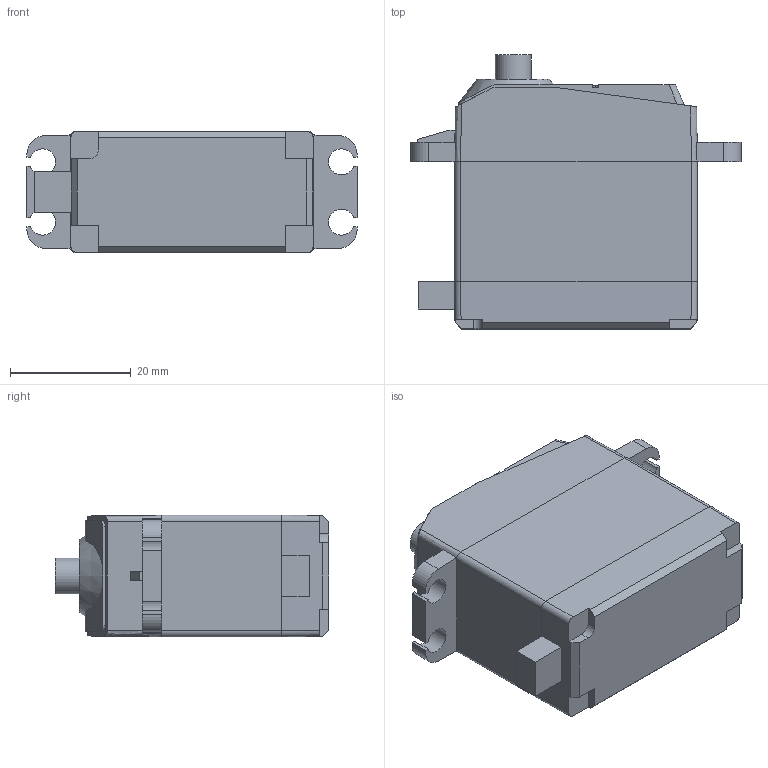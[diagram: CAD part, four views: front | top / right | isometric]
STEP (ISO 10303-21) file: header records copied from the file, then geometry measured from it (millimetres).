
FILE_DESCRIPTION(/* description */ (''),/* implementation_level */ '2;1');
FILE_NAME(/* name */ 'DS3218MG.step',/* time_stamp */ '2023-06-13T18:42:41-07:00',/* author */ (''),/* organization */ (''),/* preprocessor_version */ 'ST-DEVELOPER v19.2',/* originating_system */ 'Autodesk Translation Framework v12.6.0.85',/* authorisation */ '');
FILE_SCHEMA (('AUTOMOTIVE_DESIGN { 1 0 10303 214 3 1 1 }'));
Length unit declared in the file: millimetre
Products named in the file (1): DS3218MG
Bounding box: 54.67 x 45.39 x 20.2 mm (x, y, z)
Volume: 33659.2 mm3; surface area: 11034.6 mm2
Topology: 5 solids, 5 shells, 121 faces, 328 edges, 218 vertices
Faces by surface type: plane 85, cylinder 29, bspline 6, cone 1
Full cylindrical faces by diameter (mm): 5.9 x1
Entity records: 4007 total; most frequent: CARTESIAN_POINT 854, ORIENTED_EDGE 656, DIRECTION 616, EDGE_CURVE 328, LINE 248, VECTOR 248, VERTEX_POINT 218, AXIS2_PLACEMENT_3D 184
